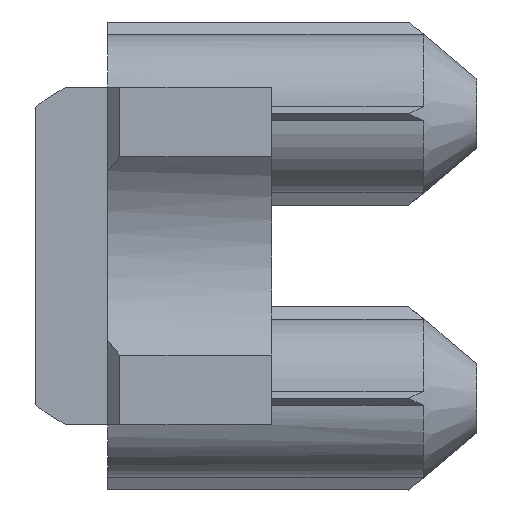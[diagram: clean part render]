
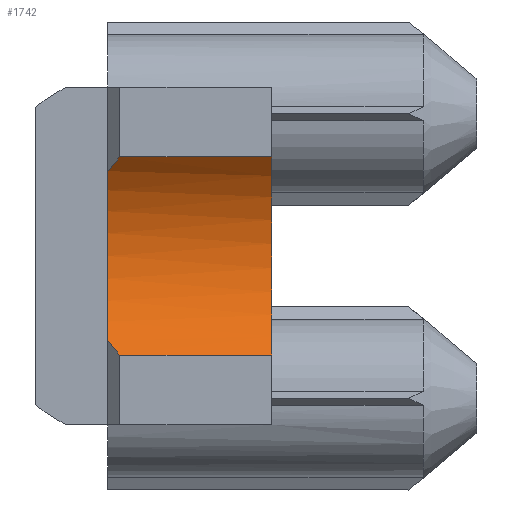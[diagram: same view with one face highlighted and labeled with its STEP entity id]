
A CAD part, left-side view. The second image highlights one B-rep face of the part: STEP entity #1742.
In plain terms, the highlighted cylindrical face has radius 1.499 mm (diameter 2.997 mm), a partial arc.
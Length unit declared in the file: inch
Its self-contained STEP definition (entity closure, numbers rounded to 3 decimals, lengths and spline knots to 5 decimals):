
#33 = CARTESIAN_POINT ( 'NONE',  ( -0.1205, 0.068, -0.03517 ) ) ;
#56 = AXIS2_PLACEMENT_3D ( 'NONE', #133, #951, #1789 ) ;
#58 = CARTESIAN_POINT ( 'NONE',  ( -0.1255, 0.063, -0.04105 ) ) ;
#113 = DIRECTION ( 'NONE',  ( 0., 0., 1. ) ) ;
#133 = CARTESIAN_POINT ( 'NONE',  ( -0.16787, 0.068, 0. ) ) ;
#145 = DIRECTION ( 'NONE',  ( 0., 1., 0. ) ) ;
#154 = VERTEX_POINT ( 'NONE', #401 ) ;
#162 = EDGE_CURVE ( 'NONE', #719, #302, #538, .T. ) ;
#184 = DIRECTION ( 'NONE',  ( 0., 1., 0. ) ) ;
#259 = AXIS2_PLACEMENT_3D ( 'NONE', #1112, #145, #969 ) ;
#280 = CARTESIAN_POINT ( 'NONE',  ( -0.1255, 0.063, 0.04105 ) ) ;
#290 = CARTESIAN_POINT ( 'NONE',  ( -0.1255, 0., -0.04105 ) ) ;
#302 = VERTEX_POINT ( 'NONE', #629 ) ;
#337 = CARTESIAN_POINT ( 'NONE',  ( -0.1205, 0.068, -0.03517 ) ) ;
#338 = EDGE_LOOP ( 'NONE', ( #672, #938, #1574, #1560, #596, #1247 ) ) ;
#342 = CARTESIAN_POINT ( 'NONE',  ( -0.1205, 0.068, 0.03517 ) ) ;
#401 = CARTESIAN_POINT ( 'NONE',  ( -0.1205, 0.068, 0.03517 ) ) ;
#454 = AXIS2_PLACEMENT_3D ( 'NONE', #1365, #667, #113 ) ;
#538 = LINE ( 'NONE', #1771, #1466 ) ;
#596 = ORIENTED_EDGE ( 'NONE', *, *, #1289, .T. ) ;
#603 = CARTESIAN_POINT ( 'NONE',  ( -0.1255, -0.126, -0.04105 ) ) ;
#618 = CARTESIAN_POINT ( 'NONE',  ( -0.12204, 0.06646, -0.03724 ) ) ;
#623 = CARTESIAN_POINT ( 'NONE',  ( -0.12371, 0.06479, 0.0392 ) ) ;
#629 = CARTESIAN_POINT ( 'NONE',  ( -0.1255, 0., 0.04105 ) ) ;
#631 = CARTESIAN_POINT ( 'NONE',  ( -0.1255, 0.063, 0.04105 ) ) ;
#667 = DIRECTION ( 'NONE',  ( 0., 1., 0. ) ) ;
#672 = ORIENTED_EDGE ( 'NONE', *, *, #1301, .T. ) ;
#714 = VERTEX_POINT ( 'NONE', #290 ) ;
#719 = VERTEX_POINT ( 'NONE', #280 ) ;
#782 = CIRCLE ( 'NONE', #56, 0.059 ) ;
#854 = VECTOR ( 'NONE', #184, 39.37008 ) ;
#883 = DIRECTION ( 'NONE',  ( 0., -1., 0. ) ) ;
#938 = ORIENTED_EDGE ( 'NONE', *, *, #1382, .F. ) ;
#951 = DIRECTION ( 'NONE',  ( 0., 1., 0. ) ) ;
#965 = EDGE_CURVE ( 'NONE', #154, #978, #782, .T. ) ;
#969 = DIRECTION ( 'NONE',  ( 0., 0., 1. ) ) ;
#978 = VERTEX_POINT ( 'NONE', #33 ) ;
#1023 = CARTESIAN_POINT ( 'NONE',  ( -0.12371, 0.06479, -0.0392 ) ) ;
#1049 = CARTESIAN_POINT ( 'NONE',  ( -0.1255, 0.063, -0.04105 ) ) ;
#1088 =( BOUNDED_CURVE ( )  B_SPLINE_CURVE ( 3, ( #337, #618, #1023, #58 ),
 .UNSPECIFIED., .F., .T. ) 
 B_SPLINE_CURVE_WITH_KNOTS ( ( 4, 4 ),
 ( 0.63859, 0.76959 ),
 .UNSPECIFIED. ) 
 CURVE ( )  GEOMETRIC_REPRESENTATION_ITEM ( )  RATIONAL_B_SPLINE_CURVE ( ( 1., 0.999, 0.999, 1. ) ) 
 REPRESENTATION_ITEM ( '' )  );
#1112 = CARTESIAN_POINT ( 'NONE',  ( -0.16787, 0., 0. ) ) ;
#1120 = CYLINDRICAL_SURFACE ( 'NONE', #454, 0.059 ) ;
#1236 = LINE ( 'NONE', #603, #854 ) ;
#1247 = ORIENTED_EDGE ( 'NONE', *, *, #965, .T. ) ;
#1270 = FACE_OUTER_BOUND ( 'NONE', #338, .T. ) ;
#1289 = EDGE_CURVE ( 'NONE', #719, #154, #1571, .T. ) ;
#1301 = EDGE_CURVE ( 'NONE', #978, #1623, #1088, .T. ) ;
#1317 = CARTESIAN_POINT ( 'NONE',  ( -0.12204, 0.06646, 0.03724 ) ) ;
#1365 = CARTESIAN_POINT ( 'NONE',  ( -0.16787, -0.126, 0. ) ) ;
#1382 = EDGE_CURVE ( 'NONE', #714, #1623, #1236, .T. ) ;
#1466 = VECTOR ( 'NONE', #883, 39.37008 ) ;
#1481 = EDGE_CURVE ( 'NONE', #302, #714, #1642, .T. ) ;
#1560 = ORIENTED_EDGE ( 'NONE', *, *, #162, .F. ) ;
#1571 =( BOUNDED_CURVE ( )  B_SPLINE_CURVE ( 3, ( #631, #623, #1317, #342 ),
 .UNSPECIFIED., .F., .T. ) 
 B_SPLINE_CURVE_WITH_KNOTS ( ( 4, 4 ),
 ( 5.51359, 5.6446 ),
 .UNSPECIFIED. ) 
 CURVE ( )  GEOMETRIC_REPRESENTATION_ITEM ( )  RATIONAL_B_SPLINE_CURVE ( ( 1., 0.999, 0.999, 1. ) ) 
 REPRESENTATION_ITEM ( '' )  );
#1574 = ORIENTED_EDGE ( 'NONE', *, *, #1481, .F. ) ;
#1623 = VERTEX_POINT ( 'NONE', #1049 ) ;
#1642 = CIRCLE ( 'NONE', #259, 0.059 ) ;
#1742 = ADVANCED_FACE ( 'NONE', ( #1270 ), #1120, .F. ) ;
#1771 = CARTESIAN_POINT ( 'NONE',  ( -0.1255, -0.126, 0.04105 ) ) ;
#1789 = DIRECTION ( 'NONE',  ( 0., 0., 1. ) ) ;
